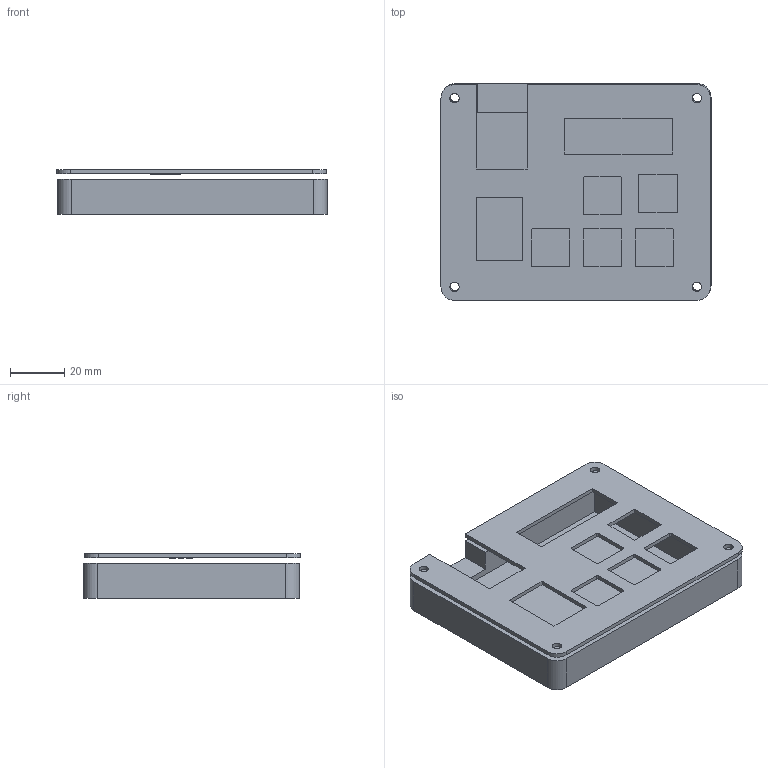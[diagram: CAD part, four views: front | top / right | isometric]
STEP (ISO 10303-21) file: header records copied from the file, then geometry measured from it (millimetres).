
FILE_DESCRIPTION(/* description */ (''),/* implementation_level */ '2;1');
FILE_NAME(/* name */ '3Kxr HackPad v1.1 assembled.step',/* time_stamp */ '2026-01-17T14:22:39+08:00',/* author */ (''),/* organization */ (''),/* preprocessor_version */ 'ST-DEVELOPER v20.1',/* originating_system */ 'Autodesk Translation Framework v14.21.0.0',/* authorisation */ '');
FILE_SCHEMA (('AUTOMOTIVE_DESIGN { 1 0 10303 214 3 1 1 }'));
Length unit declared in the file: millimetre
Products named in the file (1): 3Kxr HackPad v1.1 top case
Bounding box: 99.28 x 79.71 x 16.5 mm (x, y, z)
Volume: 60767.5 mm3; surface area: 35474.5 mm2
Topology: 2 solids, 2 shells, 414 faces, 1155 edges, 770 vertices
Faces by surface type: bspline 192, plane 186, cylinder 36
Full cylindrical faces by diameter (mm): 3.4 x8, 6 x4
Entity records: 15083 total; most frequent: CARTESIAN_POINT 5604, ORIENTED_EDGE 2310, DIRECTION 1289, EDGE_CURVE 1155, VERTEX_POINT 770, LINE 699, VECTOR 699, EDGE_LOOP 469
